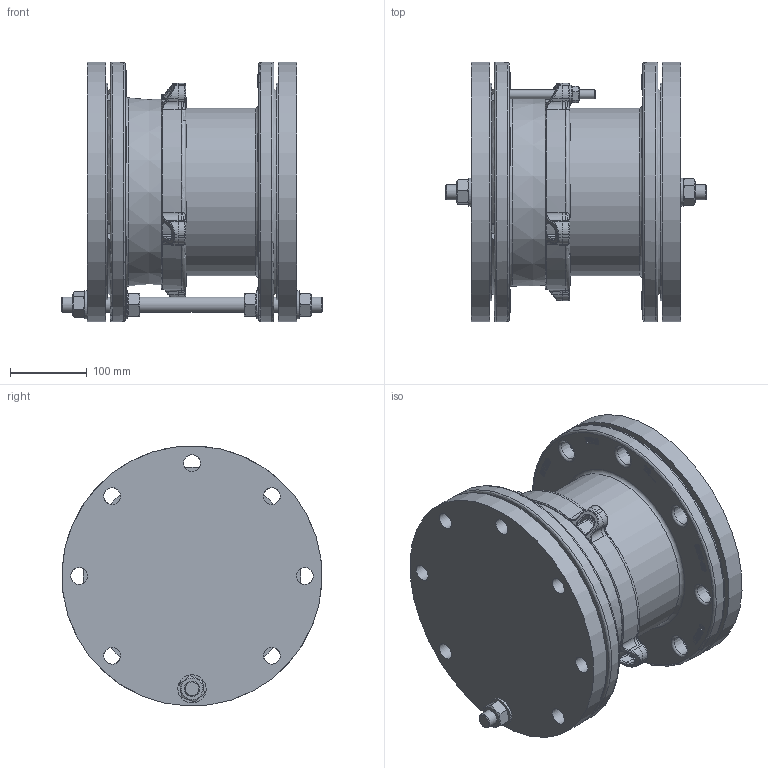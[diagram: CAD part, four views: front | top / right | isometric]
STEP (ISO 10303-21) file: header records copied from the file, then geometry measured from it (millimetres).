
FILE_DESCRIPTION(/* description */ ('PAS-10-CAST-DN200-PN10'),/* implementation_level */ '2;1');
FILE_NAME(/* name */ 'PAS-10-CAST-DN200-PN10.stp',/* time_stamp */ '2017-11-08T11:44:10+01:00',/* author */ ('HP-620 op ssd'),/* organization */ (''),/* preprocessor_version */ 'ST-DEVELOPER v16.5',/* originating_system */ 'Autodesk Inventor 2017',/* authorisation */ '');
FILE_SCHEMA (('AUTOMOTIVE_DESIGN { 1 0 10303 214 3 1 1 }'));
Products named in the file (13): PAS-10-CAST-DN200-PN10; FABodycast-PN10-DN200-OD219.1-RF; 13000537; DN200-PN10 RF-Fpiece; 13005xx8; Nut-M12-ST 8-HDG; Washer-M12-DIN125A-HDG-0001; 13000020; Tierod-M20x340-8.8-HDG-0001; Nut-M20-ST 8-HDG; Washer-M20-DIN 125A-HDG-0001; ISO 7483 Non-metalic Flat Gasket Inside Bolt Circle - PN 16-M200-3; DIN 2527 Blank Flange Type B - PN 10 B 200 ND 10
Assembly tree (20 placements, depth 2):
  PAS-10-CAST-DN200-PN10
    FABodycast-PN10-DN200-OD219.1-RF
    13000537
    DN200-PN10 RF-Fpiece
    13005xx8
    Nut-M12-ST 8-HDG
    Washer-M12-DIN125A-HDG-0001
    13000020
    Washer-M20-DIN 125A-HDG-0001  x4
    Nut-M20-ST 8-HDG  x4
    Tierod-M20x340-8.8-HDG-0001
    ISO 7483 Non-metalic Flat Gasket Inside Bolt Circle - PN 16-M200-3  x2
    DIN 2527 Blank Flange Type B - PN 10 B 200 ND 10  x2
Bounding box: 340 x 339.7 x 339.73 mm (x, y, z)
Volume: 8196593.4 mm3; surface area: 1318496.5 mm2
Topology: 20 solids, 20 shells, 2505 faces, 6682 edges, 4368 vertices
Faces by surface type: plane 1143, bspline 1070, cylinder 105, cone 91, torus 88, sphere 8
Full cylindrical faces by diameter (mm): 10.106 x1, 11.053 x1, 12 x1, 14 x1, 17.2 x1, 17.294 x4, 20 x1, 21 x4, 22 x16, 24 x1, 37 x4, 200 x1, 205.1 x1, 219.1 x2, 220 x2, 224.1 x1, 284 x2, 340 x2
Entity records: 96444 total; most frequent: CARTESIAN_POINT 40486, ORIENTED_EDGE 12798, DIRECTION 7492, EDGE_CURVE 6399, VERTEX_POINT 4248, LINE 3636, VECTOR 3636, EDGE_LOOP 2785
